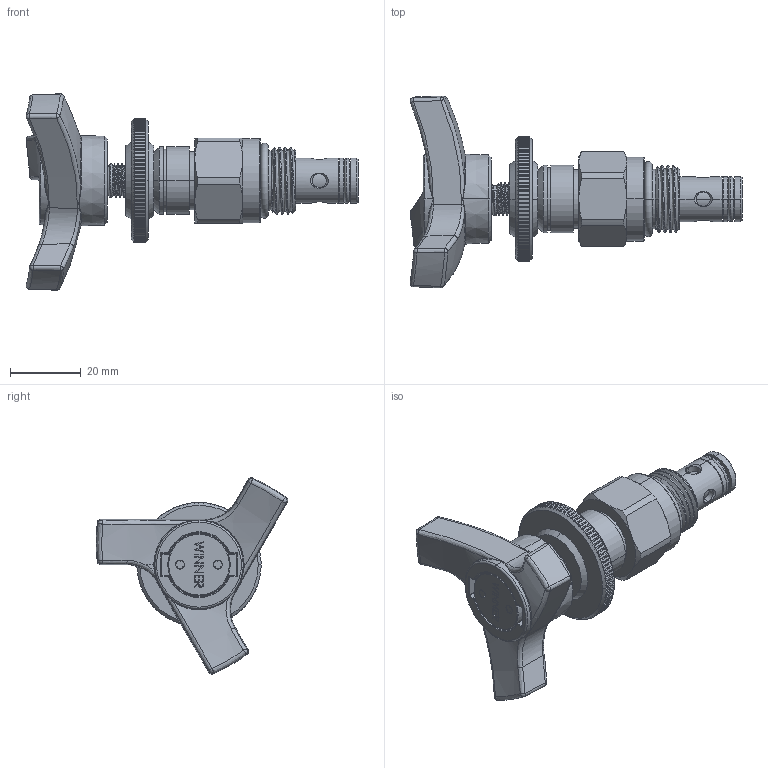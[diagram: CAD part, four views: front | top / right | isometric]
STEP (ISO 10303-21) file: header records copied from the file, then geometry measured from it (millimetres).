
FILE_DESCRIPTION (( 'STEP AP203' ), '1' );
FILE_NAME ('RD08W20-T-A.STEP', '2020-03-23T07:41:46', ( '' ), ( '' ), 'SwSTEP 2.0', 'SolidWorks 2018', '' );
FILE_SCHEMA (( 'CONFIG_CONTROL_DESIGN' ));
Length unit declared in the file: millimetre
Products named in the file (1): RD08W20-T-A
Bounding box: 93.55 x 54.02 x 55.33 mm (x, y, z)
Volume: 38379.9 mm3; surface area: 16719.2 mm2
Topology: 9 solids, 10 shells, 924 faces, 2436 edges, 1543 vertices
Faces by surface type: plane 344, cylinder 250, bspline 156, cone 99, sphere 40, torus 35
Entity records: 95920 total; most frequent: CARTESIAN_POINT 75258, ORIENTED_EDGE 4826, DIRECTION 3683, EDGE_CURVE 2413, VERTEX_POINT 1537, AXIS2_PLACEMENT_3D 1445, EDGE_LOOP 966, ADVANCED_FACE 924
